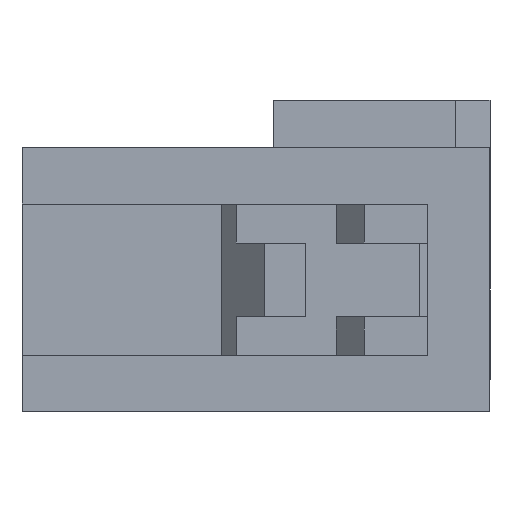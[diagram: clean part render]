
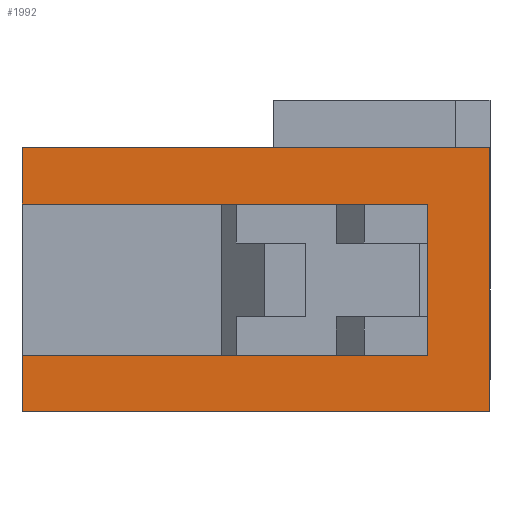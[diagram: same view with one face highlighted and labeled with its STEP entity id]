
A CAD part, left-side view. The second image highlights one B-rep face of the part: STEP entity #1992.
In plain terms, the highlighted planar face has unit normal (-1, 0, 0).
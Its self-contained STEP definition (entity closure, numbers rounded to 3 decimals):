
#1992=ADVANCED_FACE('',(#2856),#2427,.T.);
#2427=PLANE('',#10699);
#2856=FACE_OUTER_BOUND('',#3288,.T.);
#3288=EDGE_LOOP('',(#4905,#4906,#4907,#4908,#4909,#4910,#4911,#4912));
#4905=ORIENTED_EDGE('',*,*,#7688,.T.);
#4906=ORIENTED_EDGE('',*,*,#7663,.T.);
#4907=ORIENTED_EDGE('',*,*,#7670,.T.);
#4908=ORIENTED_EDGE('',*,*,#7690,.F.);
#4909=ORIENTED_EDGE('',*,*,#7691,.T.);
#4910=ORIENTED_EDGE('',*,*,#7692,.T.);
#4911=ORIENTED_EDGE('',*,*,#7693,.T.);
#4912=ORIENTED_EDGE('',*,*,#7694,.F.);
#6555=VERTEX_POINT('',#14774);
#6556=VERTEX_POINT('',#14776);
#6561=VERTEX_POINT('',#14789);
#6572=VERTEX_POINT('',#14826);
#6573=VERTEX_POINT('',#14830);
#6574=VERTEX_POINT('',#14832);
#6575=VERTEX_POINT('',#14834);
#6576=VERTEX_POINT('',#14836);
#7663=EDGE_CURVE('',#6556,#6555,#8876,.T.);
#7670=EDGE_CURVE('',#6555,#6561,#8883,.T.);
#7688=EDGE_CURVE('',#6572,#6556,#8901,.T.);
#7690=EDGE_CURVE('',#6573,#6561,#8903,.T.);
#7691=EDGE_CURVE('',#6573,#6574,#8904,.T.);
#7692=EDGE_CURVE('',#6574,#6575,#8905,.T.);
#7693=EDGE_CURVE('',#6575,#6576,#8906,.T.);
#7694=EDGE_CURVE('',#6572,#6576,#8907,.T.);
#8876=LINE('',#14775,#10077);
#8883=LINE('',#14790,#10084);
#8901=LINE('',#14825,#10102);
#8903=LINE('',#14829,#10104);
#8904=LINE('',#14831,#10105);
#8905=LINE('',#14833,#10106);
#8906=LINE('',#14835,#10107);
#8907=LINE('',#14837,#10108);
#10077=VECTOR('',#12392,1.);
#10084=VECTOR('',#12403,1.);
#10102=VECTOR('',#12435,1.);
#10104=VECTOR('',#12439,1.);
#10105=VECTOR('',#12440,1.);
#10106=VECTOR('',#12441,1.);
#10107=VECTOR('',#12442,1.);
#10108=VECTOR('',#12443,1.);
#10699=AXIS2_PLACEMENT_3D('',#14838,#12444,#12445);
#12392=DIRECTION('',(0.,0.,-1.));
#12403=DIRECTION('',(0.,1.,0.));
#12435=DIRECTION('',(0.,-1.,0.));
#12439=DIRECTION('',(0.,0.,1.));
#12440=DIRECTION('',(0.,-1.,0.));
#12441=DIRECTION('',(0.,0.,1.));
#12442=DIRECTION('',(0.,1.,0.));
#12443=DIRECTION('',(0.,0.,1.));
#12444=DIRECTION('',(-1.,0.,0.));
#12445=DIRECTION('',(0.,-1.,0.));
#14774=CARTESIAN_POINT('',(0.,1.45,1.3));
#14775=CARTESIAN_POINT('',(0.,1.45,4.8));
#14776=CARTESIAN_POINT('',(0.,1.45,4.8));
#14789=CARTESIAN_POINT('',(0.,10.8,1.3));
#14790=CARTESIAN_POINT('',(0.,1.45,1.3));
#14825=CARTESIAN_POINT('',(0.,10.8,4.8));
#14826=CARTESIAN_POINT('',(0.,10.8,4.8));
#14829=CARTESIAN_POINT('',(0.,10.8,0.));
#14830=CARTESIAN_POINT('',(0.,10.8,0.));
#14831=CARTESIAN_POINT('',(0.,10.8,0.));
#14832=CARTESIAN_POINT('',(0.,0.,0.));
#14833=CARTESIAN_POINT('',(0.,0.,0.));
#14834=CARTESIAN_POINT('',(0.,0.,6.1));
#14835=CARTESIAN_POINT('',(0.,0.,6.1));
#14836=CARTESIAN_POINT('',(0.,10.8,6.1));
#14837=CARTESIAN_POINT('',(0.,10.8,4.8));
#14838=CARTESIAN_POINT('',(0.,10.8,0.));
